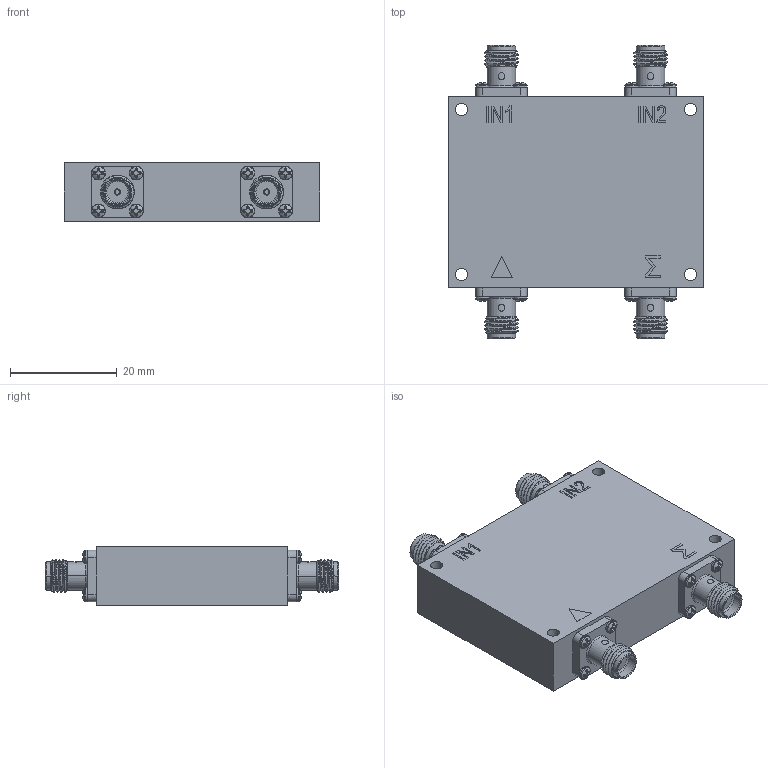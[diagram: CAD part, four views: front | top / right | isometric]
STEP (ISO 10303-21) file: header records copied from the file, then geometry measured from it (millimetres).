
FILE_DESCRIPTION (( 'STEP AP214' ), '1' );
FILE_NAME ('PE2CP1160 ¦ FMCP1160.step', '2021-05-20T15:04:38', ( '' ), ( '' ), 'SwSTEP 2.0', 'SolidWorks 2020', '' );
FILE_SCHEMA (( 'AUTOMOTIVE_DESIGN' ));
Length unit declared in the file: inch
Products named in the file (1): PE2CP1160 ｦ FMCP1160
Bounding box: 48 x 55.05 x 11 mm (x, y, z)
Volume: 20023.4 mm3; surface area: 7157 mm2
Topology: 1 solids, 17 shells, 834 faces, 2170 edges, 1416 vertices
Faces by surface type: plane 436, cylinder 176, cone 128, bspline 86, torus 8
Entity records: 31590 total; most frequent: CARTESIAN_POINT 12267, ORIENTED_EDGE 4340, DIRECTION 3596, EDGE_CURVE 2170, VERTEX_POINT 1416, AXIS2_PLACEMENT_3D 1341, LINE 914, VECTOR 914
